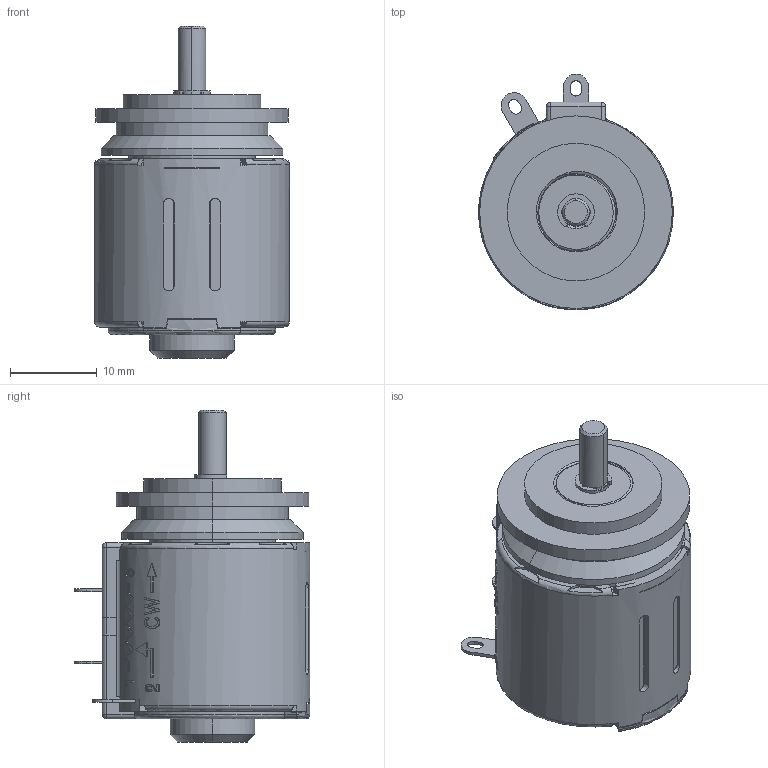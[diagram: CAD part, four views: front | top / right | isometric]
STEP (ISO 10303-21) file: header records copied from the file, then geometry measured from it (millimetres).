
FILE_DESCRIPTION((''),'2;1');
FILE_NAME('03756-81801_HOUSING','2013-12-17T',('RICKB'),('Bourns, Inc.'),'PRO/ENGINEER BY PARAMETRIC TECHNOLOGY CORPORATION, 2012230','PRO/ENGINEER BY PARAMETRIC TECHNOLOGY CORPORATION, 2012230','');
FILE_SCHEMA(('CONFIG_CONTROL_DESIGN'));
Length unit declared in the file: inch
Products named in the file (1): 03756-81801_HOUSING
Bounding box: 22.47 x 27.19 x 38.3 mm (x, y, z)
Volume: 10328.8 mm3; surface area: 4753.1 mm2
Topology: 1 solids, 9 shells, 672 faces, 1895 edges, 1222 vertices
Faces by surface type: plane 414, cylinder 151, extrusion 61, cone 27, bspline 8, torus 7, sphere 4
Entity records: 23415 total; most frequent: CARTESIAN_POINT 6160, ORIENTED_EDGE 3790, DIRECTION 3325, EDGE_CURVE 1895, VERTEX_POINT 1222, VECTOR 1133, AXIS2_PLACEMENT_3D 1096, LINE 1072
